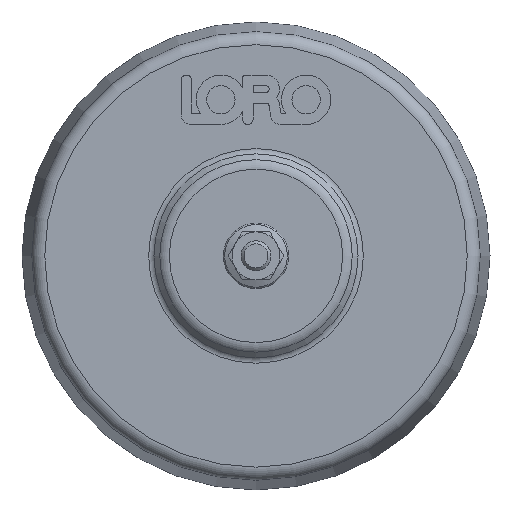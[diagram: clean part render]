
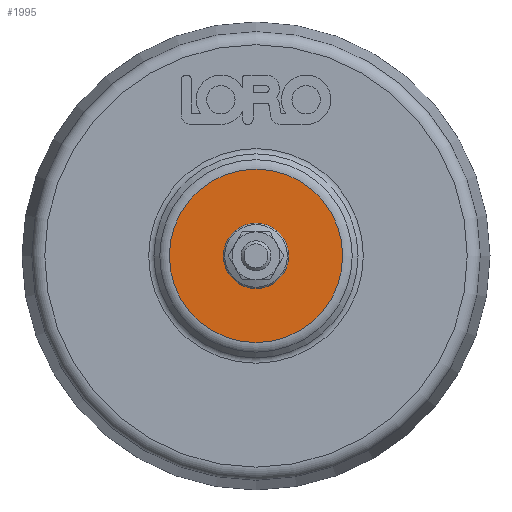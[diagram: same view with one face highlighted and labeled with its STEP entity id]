
A CAD part, top view. The second image highlights one B-rep face of the part: STEP entity #1995.
In plain terms, the highlighted planar face has unit normal (0, 0, 1).
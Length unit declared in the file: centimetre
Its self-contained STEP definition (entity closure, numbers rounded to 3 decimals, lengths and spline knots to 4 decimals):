
#134=FACE_BOUND('',#370,.T.);
#165=PLANE('',#2185);
#231=FACE_OUTER_BOUND('',#369,.T.);
#369=EDGE_LOOP('',(#1579));
#370=EDGE_LOOP('',(#1580));
#764=CIRCLE('',#2184,6.);
#765=CIRCLE('',#2186,28.9645);
#939=VERTEX_POINT('',#3295);
#940=VERTEX_POINT('',#3299);
#1163=EDGE_CURVE('',#939,#939,#764,.T.);
#1164=EDGE_CURVE('',#940,#940,#765,.T.);
#1579=ORIENTED_EDGE('',*,*,#1164,.F.);
#1580=ORIENTED_EDGE('',*,*,#1163,.T.);
#1995=ADVANCED_FACE('',(#231,#134),#165,.T.);
#2184=AXIS2_PLACEMENT_3D('',#3297,#2633,#2634);
#2185=AXIS2_PLACEMENT_3D('',#3298,#2635,#2636);
#2186=AXIS2_PLACEMENT_3D('',#3300,#2637,#2638);
#2633=DIRECTION('center_axis',(0.,0.,-1.));
#2634=DIRECTION('ref_axis',(1.,0.,0.));
#2635=DIRECTION('center_axis',(0.,0.,1.));
#2636=DIRECTION('ref_axis',(0.,-1.,0.));
#2637=DIRECTION('center_axis',(0.,0.,-1.));
#2638=DIRECTION('ref_axis',(1.,0.,0.));
#3295=CARTESIAN_POINT('',(-6.,0.,28.7112));
#3297=CARTESIAN_POINT('Origin',(0.,0.,28.7112));
#3298=CARTESIAN_POINT('Origin',(28.9645,0.,28.7112));
#3299=CARTESIAN_POINT('',(0.,-28.9645,28.7112));
#3300=CARTESIAN_POINT('Origin',(0.,0.,28.7112));
